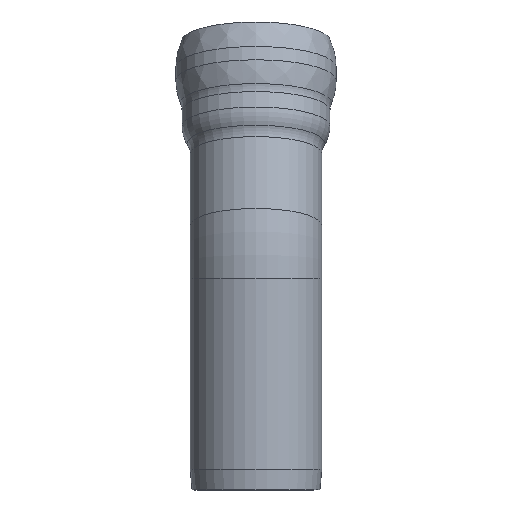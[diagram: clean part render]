
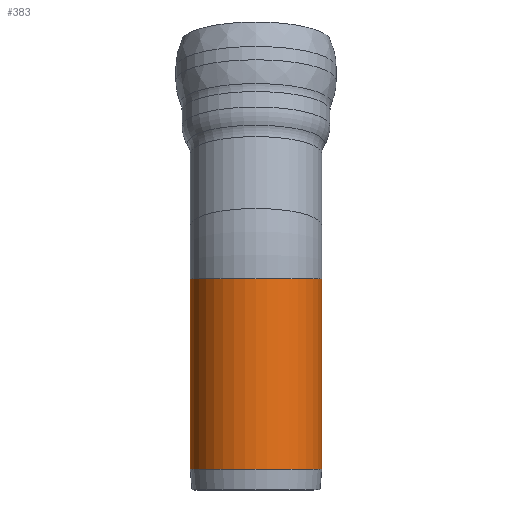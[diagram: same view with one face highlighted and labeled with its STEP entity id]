
A CAD part, left-side view. The second image highlights one B-rep face of the part: STEP entity #383.
In plain terms, the highlighted cylindrical face has radius 160 mm (diameter 320 mm), a full revolution.
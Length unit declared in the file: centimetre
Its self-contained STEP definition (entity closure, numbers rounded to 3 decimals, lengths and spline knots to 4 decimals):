
#30=LINE('',#651,#40);
#40=VECTOR('',#504,16.);
#49=CYLINDRICAL_SURFACE('',#416,16.);
#57=FACE_OUTER_BOUND('',#81,.T.);
#81=EDGE_LOOP('',(#267,#268,#269,#270,#271));
#111=CIRCLE('',#417,16.);
#112=CIRCLE('',#418,16.);
#113=CIRCLE('',#419,16.);
#160=VERTEX_POINT('',#648);
#161=VERTEX_POINT('',#650);
#162=VERTEX_POINT('',#652);
#201=EDGE_CURVE('',#160,#160,#111,.T.);
#202=EDGE_CURVE('',#160,#161,#30,.T.);
#203=EDGE_CURVE('',#162,#161,#112,.T.);
#204=EDGE_CURVE('',#161,#162,#113,.T.);
#267=ORIENTED_EDGE('',*,*,#201,.F.);
#268=ORIENTED_EDGE('',*,*,#202,.T.);
#269=ORIENTED_EDGE('',*,*,#203,.F.);
#270=ORIENTED_EDGE('',*,*,#204,.F.);
#271=ORIENTED_EDGE('',*,*,#202,.F.);
#383=ADVANCED_FACE('',(#57),#49,.T.);
#416=AXIS2_PLACEMENT_3D('',#647,#500,#501);
#417=AXIS2_PLACEMENT_3D('',#649,#502,#503);
#418=AXIS2_PLACEMENT_3D('',#653,#505,#506);
#419=AXIS2_PLACEMENT_3D('',#654,#507,#508);
#500=DIRECTION('center_axis',(0.,0.,
-1.));
#501=DIRECTION('ref_axis',(1.,0.,0.));
#502=DIRECTION('center_axis',(0.,0.,
-1.));
#503=DIRECTION('ref_axis',(1.,0.,0.));
#504=DIRECTION('',(0.,0.,1.));
#505=DIRECTION('center_axis',(0.,0.,
1.));
#506=DIRECTION('ref_axis',(1.,0.,0.));
#507=DIRECTION('center_axis',(0.,0.,
1.));
#508=DIRECTION('ref_axis',(1.,0.,0.));
#647=CARTESIAN_POINT('Origin',(0.,0.,28.2087));
#648=CARTESIAN_POINT('',(-16.,0.,5.));
#649=CARTESIAN_POINT('Origin',(0.,0.,5.));
#650=CARTESIAN_POINT('',(-16.,0.,51.4174));
#651=CARTESIAN_POINT('',(-16.,0.,28.2087));
#652=CARTESIAN_POINT('',(16.,0.,51.4174));
#653=CARTESIAN_POINT('Origin',(0.,0.,
51.4174));
#654=CARTESIAN_POINT('Origin',(0.,0.,
51.4174));
